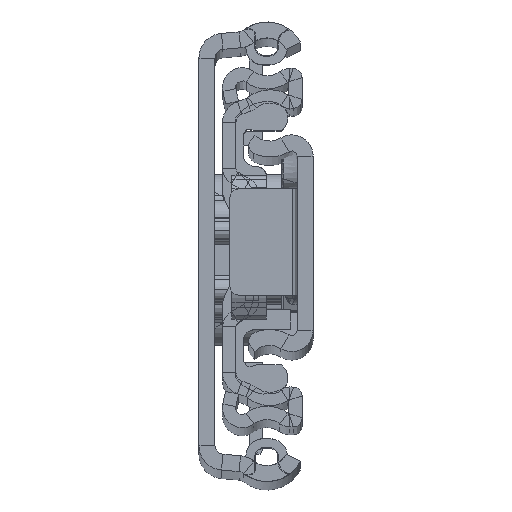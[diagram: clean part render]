
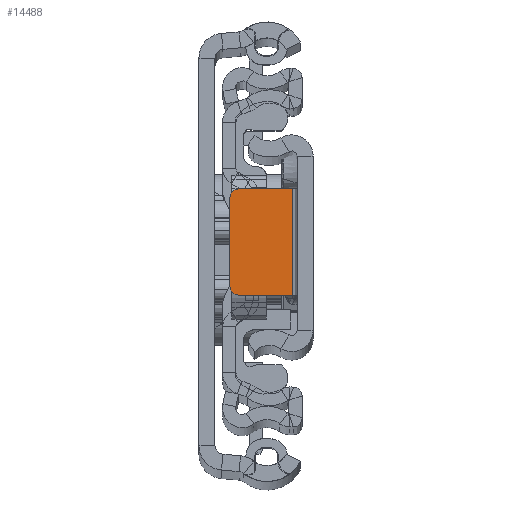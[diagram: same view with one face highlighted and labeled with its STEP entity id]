
A CAD part, top view. The second image highlights one B-rep face of the part: STEP entity #14488.
In plain terms, the highlighted planar face has unit normal (0, 0, 1).
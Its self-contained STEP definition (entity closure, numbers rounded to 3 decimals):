
#316 = VERTEX_POINT ( 'NONE', #18573 ) ;
#1190 = CARTESIAN_POINT ( 'NONE',  ( -8.4, -5.849, -6.8 ) ) ;
#1412 = VERTEX_POINT ( 'NONE', #14777 ) ;
#1575 = DIRECTION ( 'NONE',  ( 0., 0., 1. ) ) ;
#2095 = DIRECTION ( 'NONE',  ( 0., 0., 1. ) ) ;
#2570 = CIRCLE ( 'NONE', #6561, 1. ) ;
#2963 = DIRECTION ( 'NONE',  ( 0., 0., 1. ) ) ;
#3114 = EDGE_CURVE ( 'NONE', #316, #1412, #4335, .T. ) ;
#3389 = CARTESIAN_POINT ( 'NONE',  ( -2.3, -5.849, -6.8 ) ) ;
#3716 = VERTEX_POINT ( 'NONE', #12501 ) ;
#4335 = LINE ( 'NONE', #23160, #14760 ) ;
#4529 = VECTOR ( 'NONE', #22968, 1000. ) ;
#5514 = CARTESIAN_POINT ( 'NONE',  ( -8.4, 6.151, -6.8 ) ) ;
#6021 = DIRECTION ( 'NONE',  ( 0., -1., 0. ) ) ;
#6205 = CIRCLE ( 'NONE', #9695, 1. ) ;
#6449 = VECTOR ( 'NONE', #12230, 1000. ) ;
#6561 = AXIS2_PLACEMENT_3D ( 'NONE', #14315, #2963, #19463 ) ;
#8920 = EDGE_LOOP ( 'NONE', ( #19158, #14939, #23199, #15314, #28208, #11529 ) ) ;
#9671 = EDGE_CURVE ( 'NONE', #27816, #11251, #22814, .T. ) ;
#9695 = AXIS2_PLACEMENT_3D ( 'NONE', #11435, #2095, #28110 ) ;
#9743 = VECTOR ( 'NONE', #6021, 1000. ) ;
#9904 = LINE ( 'NONE', #30775, #6449 ) ;
#11251 = VERTEX_POINT ( 'NONE', #1190 ) ;
#11435 = CARTESIAN_POINT ( 'NONE',  ( -8.4, -4.849, -6.8 ) ) ;
#11529 = ORIENTED_EDGE ( 'NONE', *, *, #14531, .T. ) ;
#12230 = DIRECTION ( 'NONE',  ( 1., 0., 0. ) ) ;
#12496 = EDGE_CURVE ( 'NONE', #3716, #27816, #22669, .T. ) ;
#12501 = CARTESIAN_POINT ( 'NONE',  ( -2.3, 6.151, -6.8 ) ) ;
#13805 = DIRECTION ( 'NONE',  ( 0., 1., 0. ) ) ;
#14315 = CARTESIAN_POINT ( 'NONE',  ( -8.4, 5.151, -6.8 ) ) ;
#14488 = ADVANCED_FACE ( 'NONE', ( #27735 ), #25856, .T. ) ;
#14531 = EDGE_CURVE ( 'NONE', #24565, #1412, #2570, .T. ) ;
#14760 = VECTOR ( 'NONE', #13805, 1000. ) ;
#14777 = CARTESIAN_POINT ( 'NONE',  ( -9.4, 5.151, -6.8 ) ) ;
#14939 = ORIENTED_EDGE ( 'NONE', *, *, #17935, .T. ) ;
#15314 = ORIENTED_EDGE ( 'NONE', *, *, #12496, .F. ) ;
#17449 = AXIS2_PLACEMENT_3D ( 'NONE', #28061, #1575, #28214 ) ;
#17935 = EDGE_CURVE ( 'NONE', #316, #11251, #6205, .T. ) ;
#18573 = CARTESIAN_POINT ( 'NONE',  ( -9.4, -4.849, -6.8 ) ) ;
#19158 = ORIENTED_EDGE ( 'NONE', *, *, #3114, .F. ) ;
#19463 = DIRECTION ( 'NONE',  ( 1., 0., 0. ) ) ;
#22669 = LINE ( 'NONE', #27338, #9743 ) ;
#22814 = LINE ( 'NONE', #27650, #4529 ) ;
#22968 = DIRECTION ( 'NONE',  ( -1., 0., 0. ) ) ;
#23160 = CARTESIAN_POINT ( 'NONE',  ( -9.4, 6.151, -6.8 ) ) ;
#23199 = ORIENTED_EDGE ( 'NONE', *, *, #9671, .F. ) ;
#24565 = VERTEX_POINT ( 'NONE', #5514 ) ;
#25856 = PLANE ( 'NONE',  #17449 ) ;
#27338 = CARTESIAN_POINT ( 'NONE',  ( -2.3, 6.151, -6.8 ) ) ;
#27650 = CARTESIAN_POINT ( 'NONE',  ( -9.4, -5.849, -6.8 ) ) ;
#27735 = FACE_OUTER_BOUND ( 'NONE', #8920, .T. ) ;
#27816 = VERTEX_POINT ( 'NONE', #3389 ) ;
#28061 = CARTESIAN_POINT ( 'NONE',  ( 0., 0., -6.8 ) ) ;
#28069 = EDGE_CURVE ( 'NONE', #24565, #3716, #9904, .T. ) ;
#28110 = DIRECTION ( 'NONE',  ( 1., 0., 0. ) ) ;
#28208 = ORIENTED_EDGE ( 'NONE', *, *, #28069, .F. ) ;
#28214 = DIRECTION ( 'NONE',  ( 1., 0., 0. ) ) ;
#30775 = CARTESIAN_POINT ( 'NONE',  ( -1.8, 6.151, -6.8 ) ) ;
